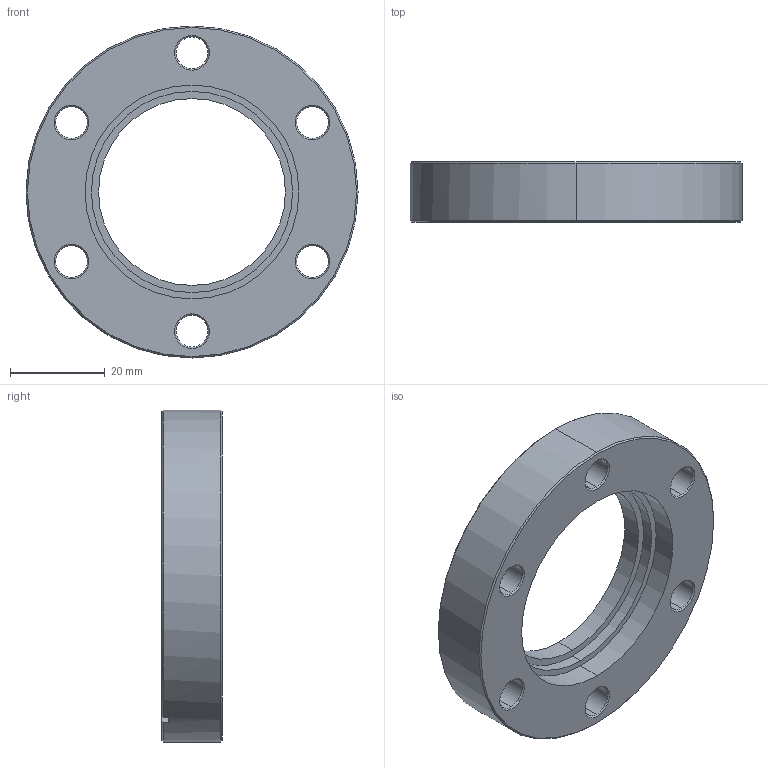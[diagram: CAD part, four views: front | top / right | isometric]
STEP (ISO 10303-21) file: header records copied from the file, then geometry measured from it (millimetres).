
FILE_DESCRIPTION (( 'STEP AP214' ), '1' );
FILE_NAME ('Hositrad_CF35-43-R.STEP', '2017-05-02T06:53:15', ( 'Gebruiker' ), ( '' ), 'SwSTEP 2.0', 'SolidWorks 2017', '' );
FILE_SCHEMA (( 'AUTOMOTIVE_DESIGN' ));
Length unit declared in the file: millimetre
Products named in the file (3): CF35-BR-outerring; CF35-BR-innerring_CF35-43-W; Hositrad_CF35-43-R
Assembly tree (2 placements, depth 2):
  Hositrad_CF35-43-R
    CF35-BR-innerring_CF35-43-W
    CF35-BR-outerring
Bounding box: 70 x 12.7 x 70 mm (x, y, z)
Volume: 27558.5 mm3; surface area: 13279.2 mm2
Topology: 2 solids, 2 shells, 69 faces, 158 edges, 94 vertices
Faces by surface type: cone 36, cylinder 24, plane 9
Entity records: 2094 total; most frequent: DIRECTION 390, CARTESIAN_POINT 338, ORIENTED_EDGE 316, AXIS2_PLACEMENT_3D 162, EDGE_CURVE 158, VERTEX_POINT 94, CIRCLE 88, EDGE_LOOP 86
